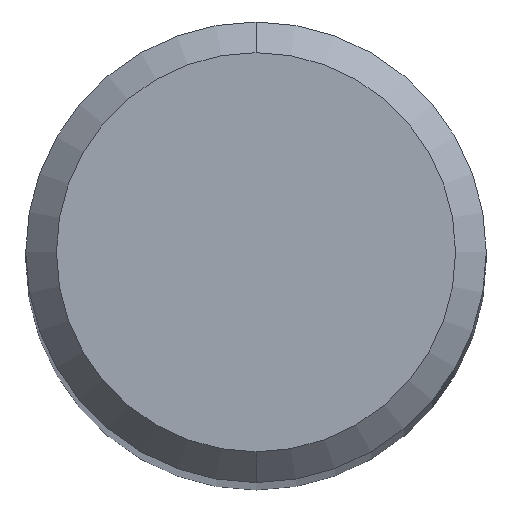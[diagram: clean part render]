
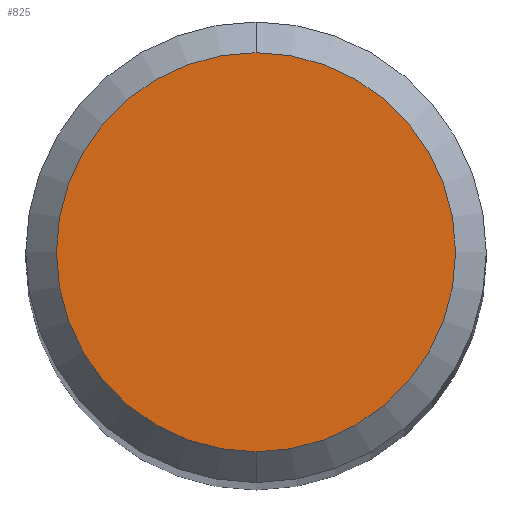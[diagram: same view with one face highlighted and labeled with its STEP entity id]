
A CAD part, top view. The second image highlights one B-rep face of the part: STEP entity #825.
In plain terms, the highlighted planar face has unit normal (0, 0, 1).
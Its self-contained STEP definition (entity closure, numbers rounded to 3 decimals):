
#757=EDGE_CURVE('',#869,#833,#1481,.T.);
#825=ADVANCED_FACE('',(#1557),#1558,.T.);
#833=VERTEX_POINT('',#1566);
#839=EDGE_CURVE('',#833,#869,#1572,.T.);
#869=VERTEX_POINT('',#1606);
#1481=CIRCLE('',#3952,2.6);
#1557=FACE_OUTER_BOUND('',#4161,.T.);
#1558=PLANE('',#4162);
#1566=CARTESIAN_POINT('',(0.,-2.6,0.0));
#1572=CIRCLE('',#4218,2.6);
#1606=CARTESIAN_POINT('',(0.0,2.6,0.0));
#3952=AXIS2_PLACEMENT_3D('',#5423,#5424,#5425);
#4161=EDGE_LOOP('',(#5519,#5520));
#4162=AXIS2_PLACEMENT_3D('',#5521,#5522,#5523);
#4218=AXIS2_PLACEMENT_3D('',#5524,#5525,#5526);
#5423=CARTESIAN_POINT('',(0.0,0.0,0.0));
#5424=DIRECTION('',(0.0,0.0,-1.0));
#5425=DIRECTION('',(0.0,1.0,0.0));
#5519=ORIENTED_EDGE('',*,*,#757,.F.);
#5520=ORIENTED_EDGE('',*,*,#839,.F.);
#5521=CARTESIAN_POINT('',(0.0,1.3,0.0));
#5522=DIRECTION('',(-0.0,0.0,1.0));
#5523=DIRECTION('',(0.0,-1.0,0.0));
#5524=CARTESIAN_POINT('',(0.0,0.0,0.0));
#5525=DIRECTION('',(0.0,0.0,-1.0));
#5526=DIRECTION('',(0.0,1.0,0.0));
